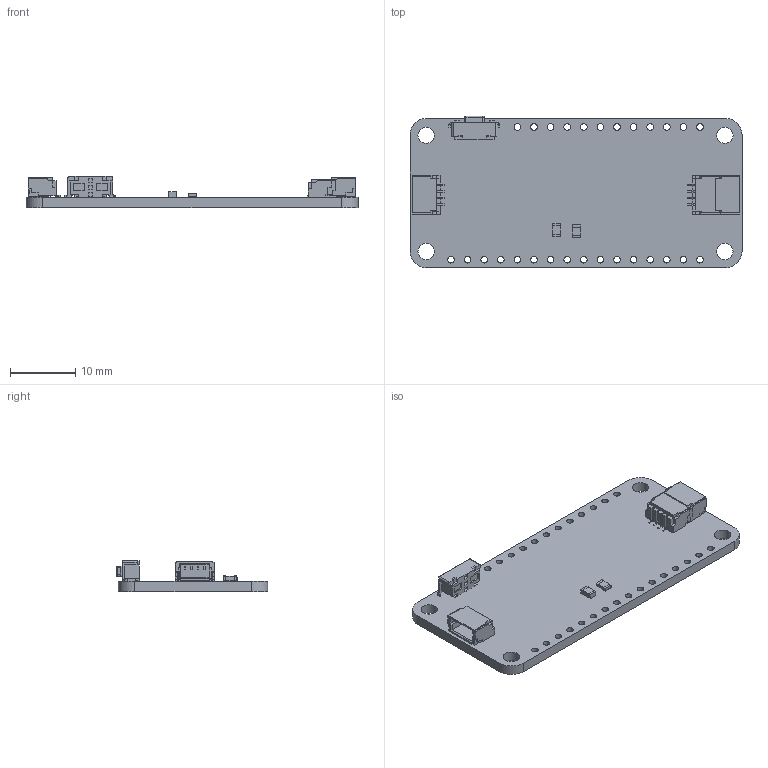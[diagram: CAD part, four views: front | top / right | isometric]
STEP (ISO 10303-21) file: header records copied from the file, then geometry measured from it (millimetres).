
FILE_DESCRIPTION(('KiCad electronic assembly'),'2;1');
FILE_NAME('Stemma_Host_FeatherWing.stp','2020-04-30T19:38:11',( 'An Author'),('A Company'),'Open CASCADE STEP processor 6.8', 'KiCad to STEP converter','Unknown');
FILE_SCHEMA(('AUTOMOTIVE_DESIGN_CC2 { 1 2 10303 214 -1 1 5 4 }'));
Length unit declared in the file: millimetre
Products named in the file (13): Open CASCADE STEP translator 6.8 1; JST_SH_SM04B-SRSS-TB_1x4_P1.00mm_Horizontal; COMPOUND; C_0805; SOLID; R_0805; R_Array_Convex_4x0603; LED_1206; D_SMA_Handsoldering; SW_SPST_BUTTON_TL3330AF
Assembly tree (15 placements, depth 3):
  Open CASCADE STEP translator 6.8 1
    JST_SH_SM04B-SRSS-TB_1x4_P1.00mm_Horizontal  x3
      COMPOUND
    C_0805
      SOLID
    R_0805
      SOLID
    R_Array_Convex_4x0603
    LED_1206
    D_SMA_Handsoldering  x2
    SW_SPST_BUTTON_TL3330AF
      SOLID
    COMPOUND
Bounding box: 50.8 x 23.18 x 4.85 mm (x, y, z)
Volume: 1948.5 mm3; surface area: 3414.2 mm2
Topology: 25 solids, 26 shells, 1052 faces, 2882 edges, 1886 vertices
Faces by surface type: plane 777, cylinder 251, sphere 16, bspline 8
Full cylindrical faces by diameter (mm): 1 x28, 2.5 x4
Entity records: 54354 total; most frequent: CARTESIAN_POINT 22715, DIRECTION 5507, LINE 3494, VECTOR 3494, ORIENTED_EDGE 3180, PCURVE 3180, DEFINITIONAL_REPRESENTATION 3180, EDGE_CURVE 1590
